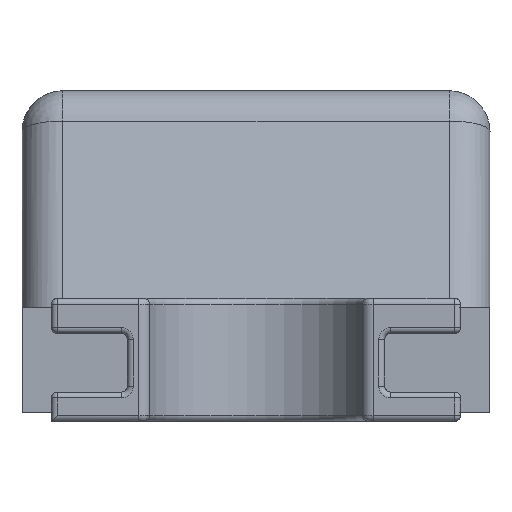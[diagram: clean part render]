
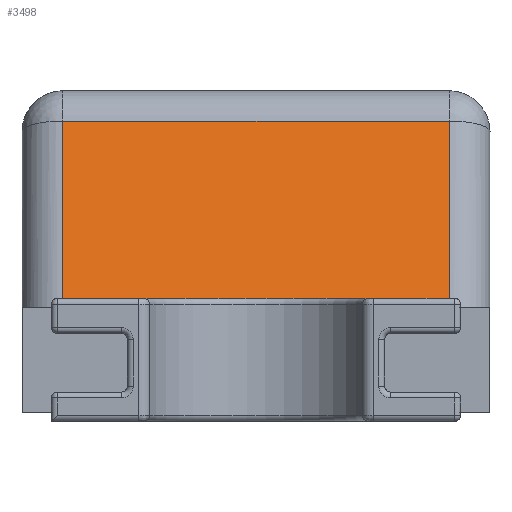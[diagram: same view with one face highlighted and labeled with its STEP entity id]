
A CAD part, left-side view. The second image highlights one B-rep face of the part: STEP entity #3498.
In plain terms, the highlighted planar face has unit normal (-0.966, 0, 0.259).
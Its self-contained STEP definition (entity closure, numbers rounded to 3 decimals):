
#492=FACE_OUTER_BOUND('',#723,.T.);
#723=EDGE_LOOP('',(#2414,#2415,#2416,#2417));
#975=LINE('',#5610,#1248);
#979=LINE('',#5621,#1252);
#980=LINE('',#5623,#1253);
#981=LINE('',#5624,#1254);
#1248=VECTOR('',#4338,1000.);
#1252=VECTOR('',#4350,1000.);
#1253=VECTOR('',#4351,1000.);
#1254=VECTOR('',#4352,1000.);
#1518=VERTEX_POINT('',#5607);
#1519=VERTEX_POINT('',#5609);
#1522=VERTEX_POINT('',#5620);
#1523=VERTEX_POINT('',#5622);
#1845=EDGE_CURVE('',#1519,#1518,#975,.T.);
#1851=EDGE_CURVE('',#1518,#1522,#979,.T.);
#1852=EDGE_CURVE('',#1522,#1523,#980,.T.);
#1853=EDGE_CURVE('',#1523,#1519,#981,.T.);
#2414=ORIENTED_EDGE('',*,*,#1851,.T.);
#2415=ORIENTED_EDGE('',*,*,#1852,.T.);
#2416=ORIENTED_EDGE('',*,*,#1853,.T.);
#2417=ORIENTED_EDGE('',*,*,#1845,.T.);
#3427=PLANE('',#3790);
#3498=ADVANCED_FACE('',(#492),#3427,.T.);
#3790=AXIS2_PLACEMENT_3D('',#5619,#4348,#4349);
#4338=DIRECTION('',(0.,-1.,0.));
#4348=DIRECTION('center_axis',(-0.966,0.,
0.259));
#4349=DIRECTION('ref_axis',(0.,1.,0.));
#4350=DIRECTION('',(0.259,0.,0.966));
#4351=DIRECTION('',(0.,1.,0.));
#4352=DIRECTION('',(-0.259,0.,-0.966));
#5607=CARTESIAN_POINT('',(-0.55,0.07,0.58));
#5609=CARTESIAN_POINT('',(-0.55,0.73,0.58));
#5610=CARTESIAN_POINT('',(-0.55,0.8,0.58));
#5619=CARTESIAN_POINT('Origin',(-0.451,0.4,0.95));
#5620=CARTESIAN_POINT('',(-0.465,0.07,0.898));
#5621=CARTESIAN_POINT('',(-0.451,0.07,0.95));
#5622=CARTESIAN_POINT('',(-0.465,0.73,0.898));
#5623=CARTESIAN_POINT('',(-0.465,0.4,0.898));
#5624=CARTESIAN_POINT('',(-0.55,0.73,0.58));
